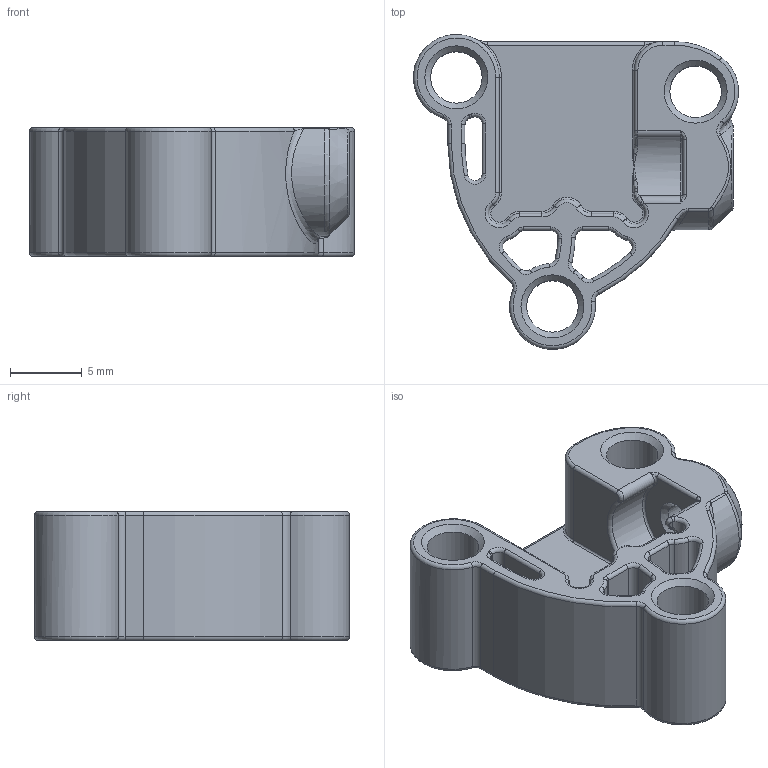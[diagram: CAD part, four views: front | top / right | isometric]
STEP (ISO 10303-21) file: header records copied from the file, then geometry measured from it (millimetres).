
FILE_DESCRIPTION(/* description */ (''),/* implementation_level */ '2;1');
FILE_NAME(/* name */ 'MP_DooKi3_SLM_XY_Rail_Mount_Mirror.step',/* time_stamp */ '2024-07-30T12:23:29-04:00',/* author */ (''),/* organization */ (''),/* preprocessor_version */ 'ST-DEVELOPER v20',/* originating_system */ 'Autodesk Translation Framework v13.14.0.145',/* authorisation */ '');
FILE_SCHEMA (('AUTOMOTIVE_DESIGN { 1 0 10303 214 3 1 1 }'));
Length unit declared in the file: millimetre
Products named in the file (1): MP_DooKi3_SLM_XY_Rail_Mount_V2
Bounding box: 22.71 x 21.99 x 9 mm (x, y, z)
Volume: 1432.8 mm3; surface area: 2047.5 mm2
Topology: 1 solids, 1 shells, 285 faces, 660 edges, 370 vertices
Faces by surface type: torus 111, cylinder 97, bspline 41, plane 20, cone 9, sphere 7
Full cylindrical faces by diameter (mm): 2.4 x1, 3.6 x3
Entity records: 9400 total; most frequent: CARTESIAN_POINT 2902, DIRECTION 1494, ORIENTED_EDGE 1302, AXIS2_PLACEMENT_3D 672, EDGE_CURVE 651, CIRCLE 423, VERTEX_POINT 370, EDGE_LOOP 301
